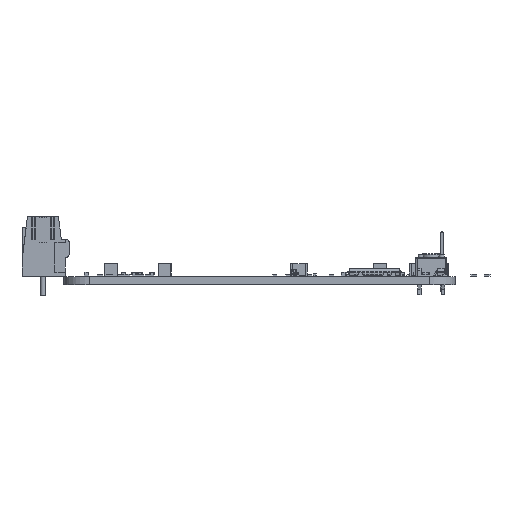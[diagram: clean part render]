
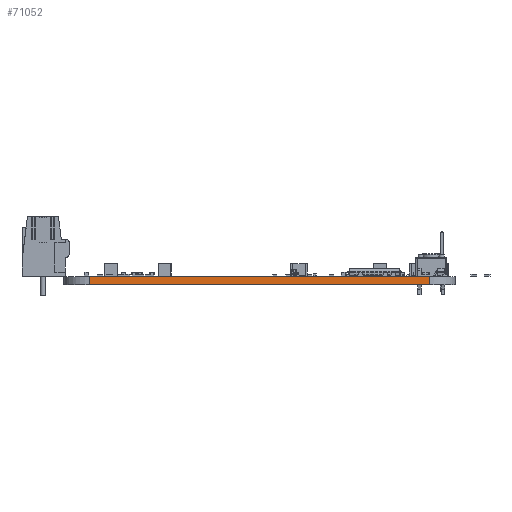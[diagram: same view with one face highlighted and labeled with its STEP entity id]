
A CAD part, left-side view. The second image highlights one B-rep face of the part: STEP entity #71052.
In plain terms, the highlighted planar face has unit normal (-1, 0, 0).
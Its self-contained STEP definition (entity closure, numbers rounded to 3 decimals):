
#69357 = VERTEX_POINT('',#69358);
#69358 = CARTESIAN_POINT('',(137.65,-100.73,0.));
#69365 = EDGE_CURVE('',#69366,#69357,#69368,.T.);
#69366 = VERTEX_POINT('',#69367);
#69367 = CARTESIAN_POINT('',(137.65,-165.73,0.));
#69368 = LINE('',#69369,#69370);
#69369 = CARTESIAN_POINT('',(137.65,-165.73,0.));
#69370 = VECTOR('',#69371,1.);
#69371 = DIRECTION('',(0.,1.,0.));
#70191 = VERTEX_POINT('',#70192);
#70192 = CARTESIAN_POINT('',(137.65,-100.73,1.555));
#70199 = EDGE_CURVE('',#70200,#70191,#70202,.T.);
#70200 = VERTEX_POINT('',#70201);
#70201 = CARTESIAN_POINT('',(137.65,-165.73,1.555));
#70202 = LINE('',#70203,#70204);
#70203 = CARTESIAN_POINT('',(137.65,-165.73,1.555));
#70204 = VECTOR('',#70205,1.);
#70205 = DIRECTION('',(0.,1.,0.));
#71022 = EDGE_CURVE('',#69357,#70191,#71023,.T.);
#71023 = LINE('',#71024,#71025);
#71024 = CARTESIAN_POINT('',(137.65,-100.73,0.));
#71025 = VECTOR('',#71026,1.);
#71026 = DIRECTION('',(0.,0.,1.));
#71052 = ADVANCED_FACE('',(#71053),#71064,.T.);
#71053 = FACE_BOUND('',#71054,.T.);
#71054 = EDGE_LOOP('',(#71055,#71061,#71062,#71063));
#71055 = ORIENTED_EDGE('',*,*,#71056,.T.);
#71056 = EDGE_CURVE('',#69366,#70200,#71057,.T.);
#71057 = LINE('',#71058,#71059);
#71058 = CARTESIAN_POINT('',(137.65,-165.73,0.));
#71059 = VECTOR('',#71060,1.);
#71060 = DIRECTION('',(0.,0.,1.));
#71061 = ORIENTED_EDGE('',*,*,#70199,.T.);
#71062 = ORIENTED_EDGE('',*,*,#71022,.F.);
#71063 = ORIENTED_EDGE('',*,*,#69365,.F.);
#71064 = PLANE('',#71065);
#71065 = AXIS2_PLACEMENT_3D('',#71066,#71067,#71068);
#71066 = CARTESIAN_POINT('',(137.65,-165.73,0.));
#71067 = DIRECTION('',(-1.,0.,0.));
#71068 = DIRECTION('',(0.,1.,0.));
